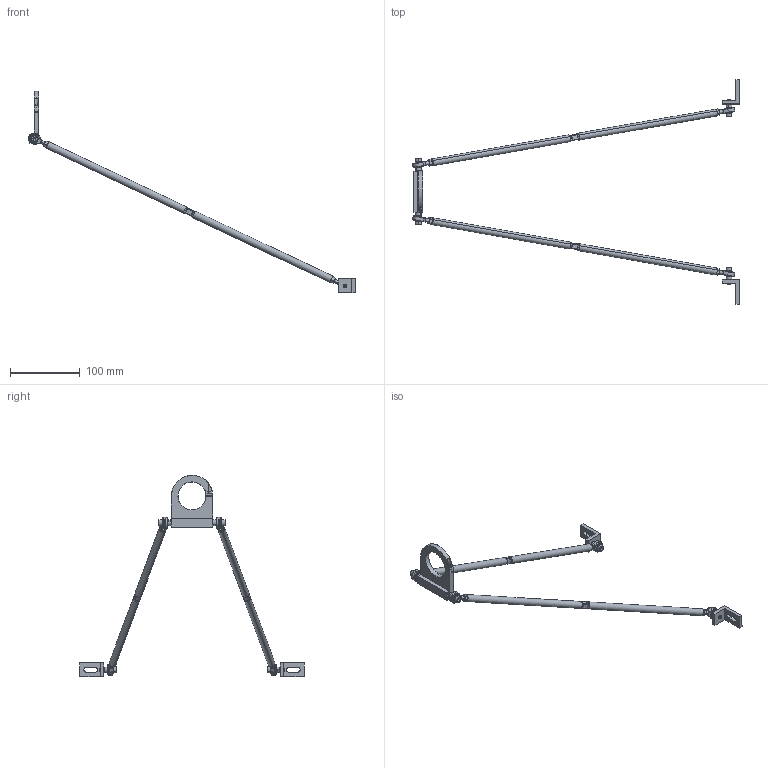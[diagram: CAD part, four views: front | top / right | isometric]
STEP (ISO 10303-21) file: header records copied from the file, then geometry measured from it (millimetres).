
FILE_DESCRIPTION(('CATIA V5 STEP Exchange'),'2;1');
FILE_NAME('TSRMB_for_step.stp','2015-04-01T12:29:58+00:00',('none'),('none'),'CATIA Version 5 Release 20 SP 7 (IN-10)','CATIA V5 STEP AP203','none');
FILE_SCHEMA(('CONFIG_CONTROL_DESIGN'));
Length unit declared in the file: millimetre
Products named in the file (4): TSRMB; LRRMTSB; TSRMBVEGKM5ASSY; TSRMBVEGKM5ASSY_2
Assembly tree (31 placements, depth 3):
  TSRMB
    LRRMTSB
      #66
      #2477
    TSRMBVEGKM5ASSY
      #3391
      #3435  x2
      #3619  x2
      #3995
      #4437
      #7219
      #8239
      #9259  x2
      #10172
      #10720
    TSRMBVEGKM5ASSY_2
      #11289
      #3435  x2
      #3619  x2
      #3995
      #4437
      #7219
      #8239
      #9259  x2
      #10172
      #10720
Bounding box: 469.58 x 322.88 x 289.56 mm (x, y, z)
Volume: 114381.9 mm3; surface area: 59004.9 mm2
Topology: 30 solids, 30 shells, 582 faces, 1408 edges, 869 vertices
Faces by surface type: cylinder 178, plane 173, cone 106, sphere 50, torus 41, bspline 34
Entity records: 11453 total; most frequent: CARTESIAN_POINT 4827, ORIENTED_EDGE 1344, DIRECTION 1101, EDGE_CURVE 672, AXIS2_PLACEMENT_3D 571, VERTEX_POINT 421, EDGE_LOOP 331, ADVANCED_FACE 293
